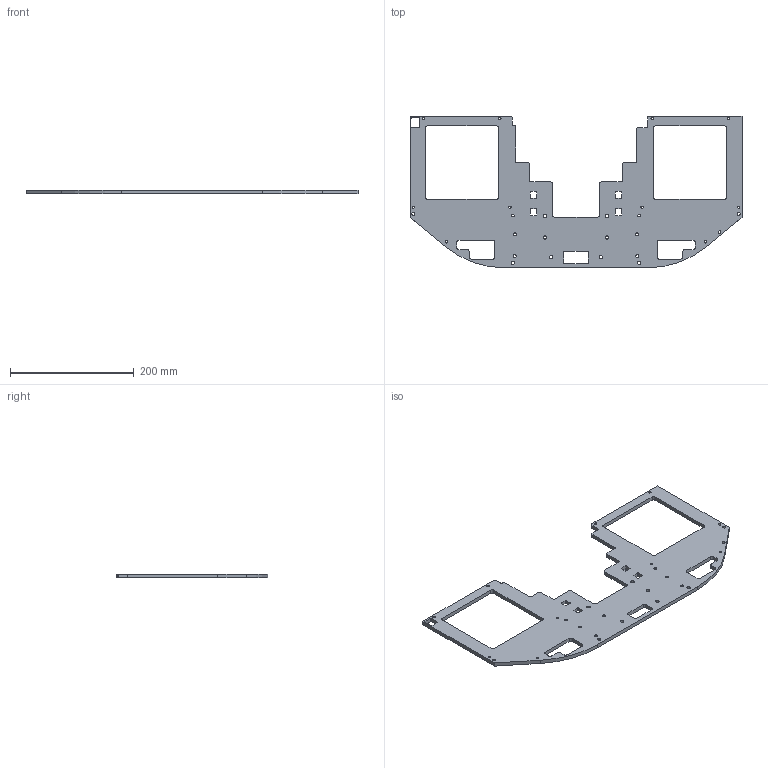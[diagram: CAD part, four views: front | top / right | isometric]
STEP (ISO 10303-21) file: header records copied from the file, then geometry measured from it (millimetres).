
FILE_DESCRIPTION(/* description */ ('UPPER INSTRUMENT PANEL FACE'),/* implementation_level */ '2;1');
FILE_NAME(/* name */ 'ACRL_OH1A1-12_MOD_A - UPPER INSTRUMENT PANEL FACE v48.step',/* time_stamp */ '2024-09-17T23:23:50+02:00',/* author */ (''),/* organization */ (''),/* preprocessor_version */ 'ST-DEVELOPER v20',/* originating_system */ 'Autodesk Translation Framework v13.14.0.145',/* authorisation */ '');
FILE_SCHEMA (('AUTOMOTIVE_DESIGN { 1 0 10303 214 3 1 1 }'));
Length unit declared in the file: millimetre
Products named in the file (2): OH1A1-12; Face Plate
Assembly tree (1 placements, depth 2):
  OH1A1-12
    Face Plate
Bounding box: 535.94 x 245.19 x 6.35 mm (x, y, z)
Volume: 415744 mm3; surface area: 155090.5 mm2
Topology: 1 solids, 1 shells, 171 faces, 492 edges, 327 vertices
Faces by surface type: cylinder 89, plane 72, cone 10
Full cylindrical faces by diameter (mm): 3.8 x8, 4.305 x5, 4.915 x6, 5.055 x2, 5.5 x6
Entity records: 5867 total; most frequent: DIRECTION 1029, CARTESIAN_POINT 990, ORIENTED_EDGE 978, EDGE_CURVE 489, AXIS2_PLACEMENT_3D 366, VERTEX_POINT 327, LINE 297, VECTOR 297
